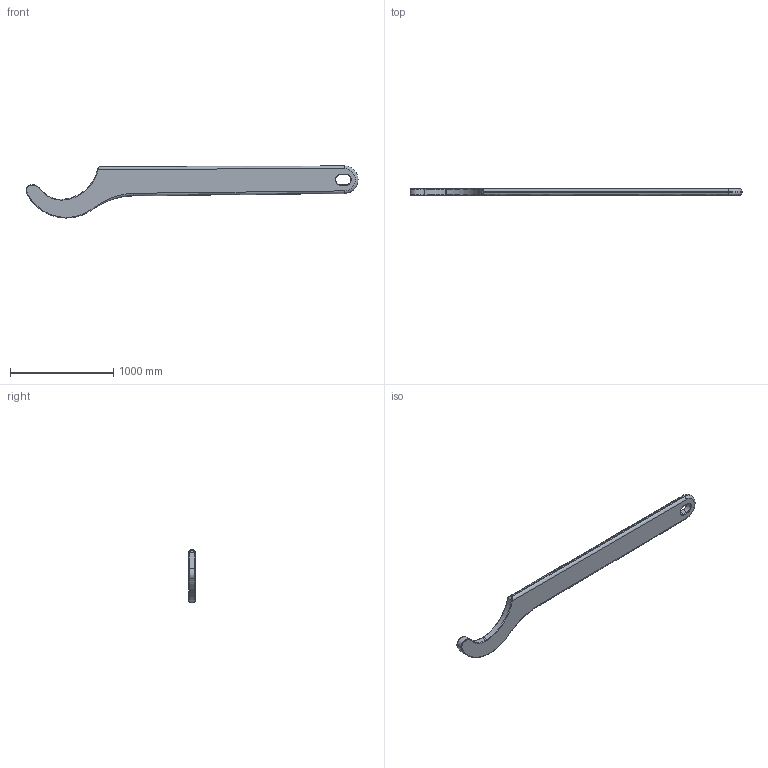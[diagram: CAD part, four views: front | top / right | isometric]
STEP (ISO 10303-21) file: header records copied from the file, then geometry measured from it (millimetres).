
FILE_DESCRIPTION (( 'STEP AP203' ), '1' );
FILE_NAME ('Part1.STEP', '2018-10-28T14:21:40', ( '' ), ( '' ), 'SwSTEP 2.0', 'SolidWorks 2018', '' );
FILE_SCHEMA (( 'CONFIG_CONTROL_DESIGN' ));
Length unit declared in the file: inch
Products named in the file (1): Part1
Bounding box: 3219.01 x 63.5 x 505.95 mm (x, y, z)
Volume: 51025565.9 mm3; surface area: 1998458.8 mm2
Topology: 1 solids, 1 shells, 47 faces, 109 edges, 62 vertices
Faces by surface type: torus 14, cylinder 14, bspline 13, plane 6
Entity records: 2692 total; most frequent: CARTESIAN_POINT 1631, ORIENTED_EDGE 214, DIRECTION 201, EDGE_CURVE 107, AXIS2_PLACEMENT_3D 89, VERTEX_POINT 62, CIRCLE 54, EDGE_LOOP 49
